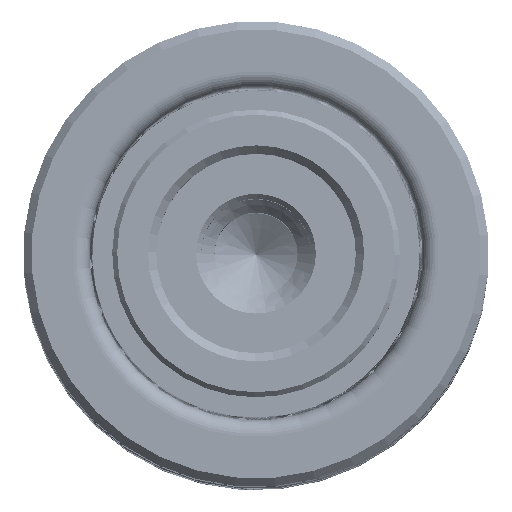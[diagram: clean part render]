
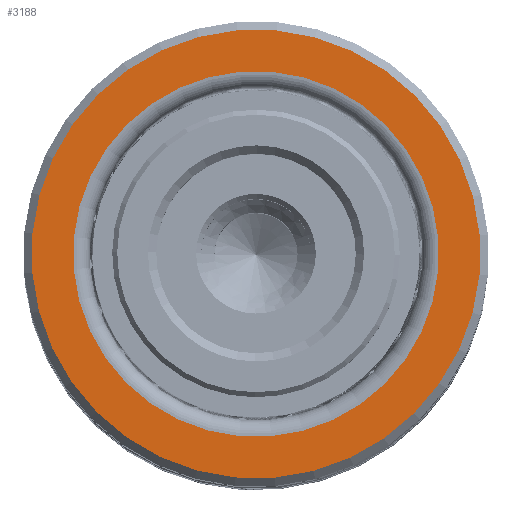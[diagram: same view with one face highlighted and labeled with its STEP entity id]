
A CAD part, top view. The second image highlights one B-rep face of the part: STEP entity #3188.
In plain terms, the highlighted face is planar.
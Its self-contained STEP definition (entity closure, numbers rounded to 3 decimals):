
#432 = CARTESIAN_POINT ( 'NONE',  ( 0., 0., 0. ) ) ;
#1129 = DIRECTION ( 'NONE',  ( 1., 0., 0. ) ) ;
#1389 = EDGE_CURVE ( 'NONE', #16354, #31873, #21001, .T. ) ;
#2300 = DIRECTION ( 'NONE',  ( 0., 0., 1. ) ) ;
#2396 = DIRECTION ( 'NONE',  ( 1., 0., 0. ) ) ;
#3020 = CARTESIAN_POINT ( 'NONE',  ( 0., 0., 0. ) ) ;
#3188 = ADVANCED_FACE ( 'NONE', ( #5861, #29188 ), #11123, .F. ) ;
#3368 = DIRECTION ( 'NONE',  ( 1., 0., 0. ) ) ;
#3475 = EDGE_LOOP ( 'NONE', ( #25911, #25537 ) ) ;
#4077 = EDGE_CURVE ( 'NONE', #31873, #16354, #13146, .T. ) ;
#5090 = ORIENTED_EDGE ( 'NONE', *, *, #4077, .T. ) ;
#5861 = FACE_BOUND ( 'NONE', #3475, .T. ) ;
#5987 = DIRECTION ( 'NONE',  ( 1., 0., 0. ) ) ;
#8194 = CARTESIAN_POINT ( 'NONE',  ( 0., 0., 0. ) ) ;
#9224 = VERTEX_POINT ( 'NONE', #10624 ) ;
#10624 = CARTESIAN_POINT ( 'NONE',  ( 11., 0., 0. ) ) ;
#11123 = PLANE ( 'NONE',  #11311 ) ;
#11311 = AXIS2_PLACEMENT_3D ( 'NONE', #8194, #2300, #14051 ) ;
#13146 = CIRCLE ( 'NONE', #33620, 13.5 ) ;
#13997 = CARTESIAN_POINT ( 'NONE',  ( -11., 0., 0. ) ) ;
#14051 = DIRECTION ( 'NONE',  ( 1., 0., 0. ) ) ;
#16342 = EDGE_LOOP ( 'NONE', ( #5090, #32034 ) ) ;
#16354 = VERTEX_POINT ( 'NONE', #24871 ) ;
#18634 = DIRECTION ( 'NONE',  ( 0., 0., 1. ) ) ;
#19909 = DIRECTION ( 'NONE',  ( 0., 0., -1. ) ) ;
#20877 = DIRECTION ( 'NONE',  ( 0., 0., 1. ) ) ;
#21001 = CIRCLE ( 'NONE', #35626, 13.5 ) ;
#23245 = EDGE_CURVE ( 'NONE', #9224, #31517, #35482, .T. ) ;
#23481 = DIRECTION ( 'NONE',  ( 0., 0., -1. ) ) ;
#24871 = CARTESIAN_POINT ( 'NONE',  ( -13.5, 0., 0. ) ) ;
#25335 = EDGE_CURVE ( 'NONE', #31517, #9224, #26261, .T. ) ;
#25537 = ORIENTED_EDGE ( 'NONE', *, *, #25335, .T. ) ;
#25911 = ORIENTED_EDGE ( 'NONE', *, *, #23245, .T. ) ;
#26261 = CIRCLE ( 'NONE', #27811, 11. ) ;
#27811 = AXIS2_PLACEMENT_3D ( 'NONE', #432, #20877, #3368 ) ;
#29188 = FACE_OUTER_BOUND ( 'NONE', #16342, .T. ) ;
#30637 = CARTESIAN_POINT ( 'NONE',  ( 13.5, 0., 0. ) ) ;
#31517 = VERTEX_POINT ( 'NONE', #13997 ) ;
#31873 = VERTEX_POINT ( 'NONE', #30637 ) ;
#32034 = ORIENTED_EDGE ( 'NONE', *, *, #1389, .T. ) ;
#33620 = AXIS2_PLACEMENT_3D ( 'NONE', #3020, #23481, #5987 ) ;
#34610 = AXIS2_PLACEMENT_3D ( 'NONE', #36141, #18634, #1129 ) ;
#35482 = CIRCLE ( 'NONE', #34610, 11. ) ;
#35626 = AXIS2_PLACEMENT_3D ( 'NONE', #37403, #19909, #2396 ) ;
#36141 = CARTESIAN_POINT ( 'NONE',  ( 0., 0., 0. ) ) ;
#37403 = CARTESIAN_POINT ( 'NONE',  ( 0., 0., 0. ) ) ;
